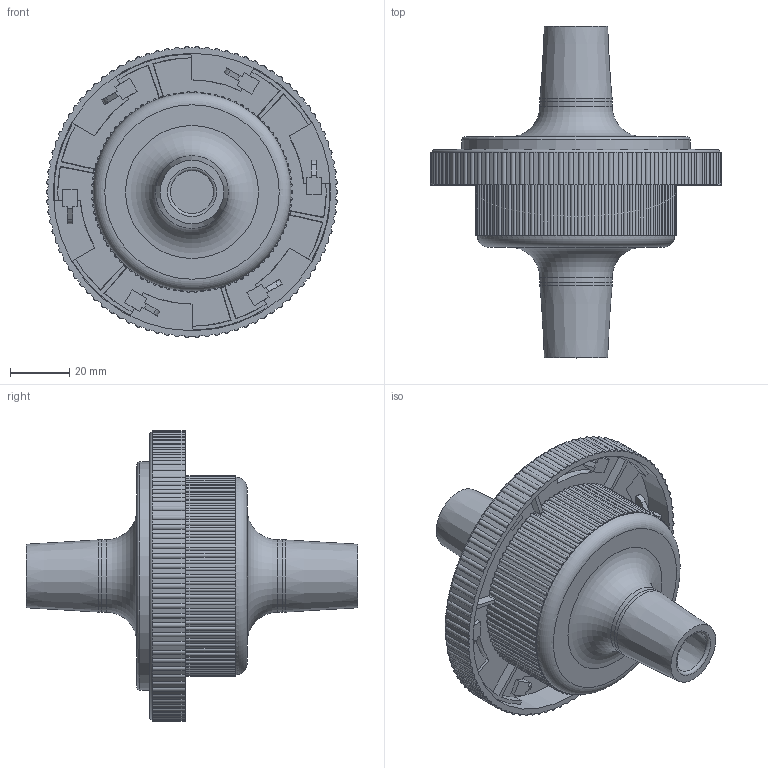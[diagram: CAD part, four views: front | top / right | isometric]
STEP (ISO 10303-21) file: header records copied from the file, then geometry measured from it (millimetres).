
FILE_DESCRIPTION(/* description */ (''),/* implementation_level */ '2;1');
FILE_NAME(/* name */ 'Patient Filter Box V5.step',/* time_stamp */ '2020-04-24T13:38:45+02:00',/* author */ (''),/* organization */ (''),/* preprocessor_version */ 'ST-DEVELOPER v18.1',/* originating_system */ 'Autodesk Translation Framework v9.2.0.1227',/* authorisation */ '');
FILE_SCHEMA (('AUTOMOTIVE_DESIGN { 1 0 10303 214 3 1 1 }'));
Length unit declared in the file: millimetre
Products named in the file (1): Patient Filter Box V5
Bounding box: 98.49 x 112.3 x 98.44 mm (x, y, z)
Volume: 74329.2 mm3; surface area: 69138.4 mm2
Topology: 4 solids, 4 shells, 776 faces, 1941 edges, 1181 vertices
Faces by surface type: cylinder 403, plane 334, torus 17, bspline 16, cone 6
Full cylindrical faces by diameter (mm): 17.376 x1, 20 x1, 24.5 x2, 62 x2, 66 x1, 66.7 x1, 67.714 x1, 71.286 x1, 72.264 x1, 77.264 x1, 93.9 x1
Entity records: 23877 total; most frequent: DIRECTION 4573, CARTESIAN_POINT 4479, ORIENTED_EDGE 3882, EDGE_CURVE 1941, AXIS2_PLACEMENT_3D 1907, VERTEX_POINT 1181, CIRCLE 1098, EDGE_LOOP 802
